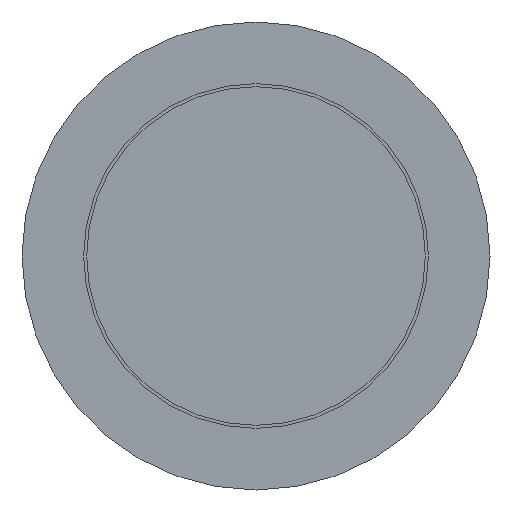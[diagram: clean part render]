
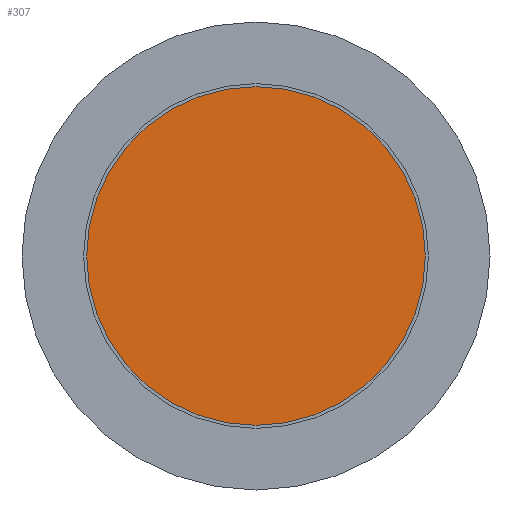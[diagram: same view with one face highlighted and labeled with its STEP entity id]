
A CAD part, front view. The second image highlights one B-rep face of the part: STEP entity #307.
In plain terms, the highlighted planar face has unit normal (0, -1, 0).
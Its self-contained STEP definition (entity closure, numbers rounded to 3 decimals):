
#159 = CARTESIAN_POINT ( 'NONE',  ( -13.75, 0., 0. ) ) ;
#167 = AXIS2_PLACEMENT_3D ( 'NONE', #438, #269, #192 ) ;
#176 = EDGE_CURVE ( 'NONE', #523, #523, #396, .T. ) ;
#186 = CARTESIAN_POINT ( 'NONE',  ( 0., 0., -13.75 ) ) ;
#192 = DIRECTION ( 'NONE',  ( 0., 0., -1. ) ) ;
#200 = DIRECTION ( 'NONE',  ( 0., 1., 0. ) ) ;
#269 = DIRECTION ( 'NONE',  ( 0., -1., 0. ) ) ;
#307 = ADVANCED_FACE ( 'NONE', ( #402 ), #440, .F. ) ;
#314 = DIRECTION ( 'NONE',  ( 0., 0., 1. ) ) ;
#396 = CIRCLE ( 'NONE', #167, 13.75 ) ;
#402 = FACE_OUTER_BOUND ( 'NONE', #495, .T. ) ;
#405 = ORIENTED_EDGE ( 'NONE', *, *, #176, .T. ) ;
#411 = AXIS2_PLACEMENT_3D ( 'NONE', #159, #200, #314 ) ;
#438 = CARTESIAN_POINT ( 'NONE',  ( 0., 0., 0. ) ) ;
#440 = PLANE ( 'NONE',  #411 ) ;
#495 = EDGE_LOOP ( 'NONE', ( #405 ) ) ;
#523 = VERTEX_POINT ( 'NONE', #186 ) ;
